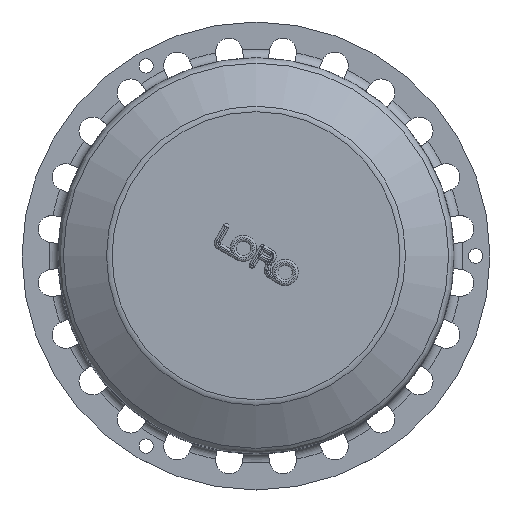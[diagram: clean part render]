
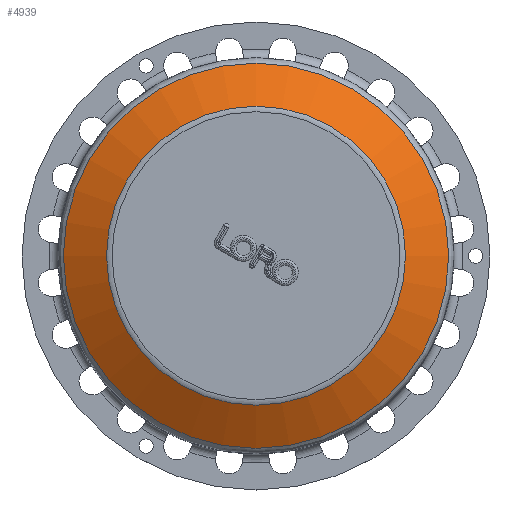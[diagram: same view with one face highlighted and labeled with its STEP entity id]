
A CAD part, top view. The second image highlights one B-rep face of the part: STEP entity #4939.
In plain terms, the highlighted conical face has half-angle 59.744 degrees and reference radius 950.301 mm.
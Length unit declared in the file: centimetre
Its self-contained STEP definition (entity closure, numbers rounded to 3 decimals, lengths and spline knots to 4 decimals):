
#20=CONICAL_SURFACE('',#5440,95.0301,1.043);
#399=CIRCLE('',#5437,83.0464);
#401=CIRCLE('',#5439,83.0464);
#402=CIRCLE('',#5441,107.0137);
#403=CIRCLE('',#5442,107.0137);
#713=FACE_OUTER_BOUND('',#959,.T.);
#959=EDGE_LOOP('',(#4415,#4416,#4417,#4418,#4419,#4420));
#1471=LINE('',#12703,#1733);
#1733=VECTOR('',#6709,95.0301);
#2256=VERTEX_POINT('',#12693);
#2257=VERTEX_POINT('',#12694);
#2258=VERTEX_POINT('',#12699);
#2259=VERTEX_POINT('',#12700);
#3042=EDGE_CURVE('',#2256,#2257,#399,.T.);
#3044=EDGE_CURVE('',#2257,#2256,#401,.T.);
#3045=EDGE_CURVE('',#2258,#2259,#402,.T.);
#3046=EDGE_CURVE('',#2259,#2258,#403,.T.);
#3047=EDGE_CURVE('',#2259,#2257,#1471,.T.);
#4415=ORIENTED_EDGE('',*,*,#3045,.F.);
#4416=ORIENTED_EDGE('',*,*,#3046,.F.);
#4417=ORIENTED_EDGE('',*,*,#3047,.T.);
#4418=ORIENTED_EDGE('',*,*,#3044,.T.);
#4419=ORIENTED_EDGE('',*,*,#3042,.T.);
#4420=ORIENTED_EDGE('',*,*,#3047,.F.);
#4939=ADVANCED_FACE('',(#713),#20,.T.);
#5437=AXIS2_PLACEMENT_3D('',#12695,#6697,#6698);
#5439=AXIS2_PLACEMENT_3D('',#12697,#6701,#6702);
#5440=AXIS2_PLACEMENT_3D('',#12698,#6703,#6704);
#5441=AXIS2_PLACEMENT_3D('',#12701,#6705,#6706);
#5442=AXIS2_PLACEMENT_3D('',#12702,#6707,#6708);
#6697=DIRECTION('center_axis',(0.,0.,
-1.));
#6698=DIRECTION('ref_axis',(1.,0.,0.));
#6701=DIRECTION('center_axis',(0.,0.,
-1.));
#6702=DIRECTION('ref_axis',(1.,0.,0.));
#6703=DIRECTION('center_axis',(0.,0.,
-1.));
#6704=DIRECTION('ref_axis',(-1.,0.,0.));
#6705=DIRECTION('center_axis',(0.,0.,
-1.));
#6706=DIRECTION('ref_axis',(1.,0.,0.));
#6707=DIRECTION('center_axis',(0.,0.,
-1.));
#6708=DIRECTION('ref_axis',(1.,0.,0.));
#6709=DIRECTION('',(-0.864,0.,0.504));
#12693=CARTESIAN_POINT('',(2333.682,-395.062,45.1691));
#12694=CARTESIAN_POINT('',(2416.7284,-312.0156,45.1691));
#12695=CARTESIAN_POINT('Origin',(2333.682,-312.0156,45.1691));
#12697=CARTESIAN_POINT('Origin',(2333.682,-312.0156,45.1691));
#12698=CARTESIAN_POINT('Origin',(2333.682,-312.0156,38.1786));
#12699=CARTESIAN_POINT('',(2333.682,-419.0293,31.1881));
#12700=CARTESIAN_POINT('',(2440.6958,-312.0156,31.1881));
#12701=CARTESIAN_POINT('Origin',(2333.682,-312.0156,31.1881));
#12702=CARTESIAN_POINT('Origin',(2333.682,-312.0156,31.1881));
#12703=CARTESIAN_POINT('',(2428.7121,-312.0156,38.1786));
